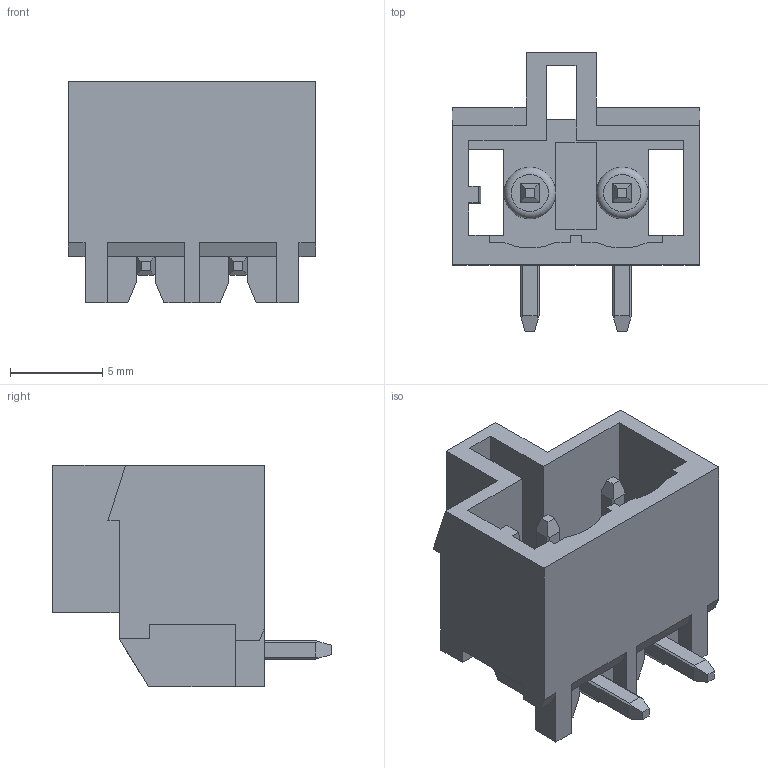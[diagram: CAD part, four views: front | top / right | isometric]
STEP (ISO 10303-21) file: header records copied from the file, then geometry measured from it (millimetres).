
FILE_DESCRIPTION( ( 'Unknown' ), '1' );
FILE_NAME( '691370710002B.stp', 'Unknown', ( 'Unknown' ), ( 'Unknown' ), 'PSStep 19.0.9', 'Unknown', ' ' );
FILE_SCHEMA( ( 'AUTOMOTIVE_DESIGN { 1 0 10303 214 1 1 1 1 }' ) );
Length unit declared in the file: millimetre
Products named in the file (3): Assem1; 691370710002B; 6913707100xxB_PIN
Assembly tree (3 placements, depth 2):
  Assem1
    691370710002B
    6913707100xxB_PIN  x2
Bounding box: 13.4 x 15.1 x 12 mm (x, y, z)
Volume: 594.1 mm3; surface area: 1363.3 mm2
Topology: 3 solids, 3 shells, 152 faces, 441 edges, 286 vertices
Faces by surface type: plane 140, cylinder 6, cone 4, torus 2
Full cylindrical faces by diameter (mm): 2.8 x2
Entity records: 5146 total; most frequent: CARTESIAN_POINT 735, ORIENTED_EDGE 732, DIRECTION 640, EDGE_CURVE 366, LINE 350, VECTOR 350, VERTEX_POINT 240, AXIS2_PLACEMENT_3D 145
